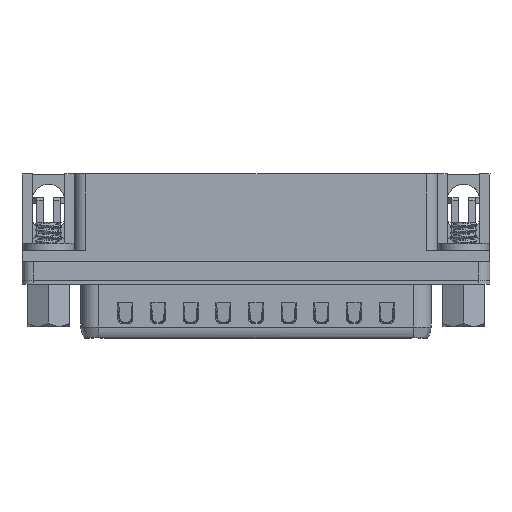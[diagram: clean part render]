
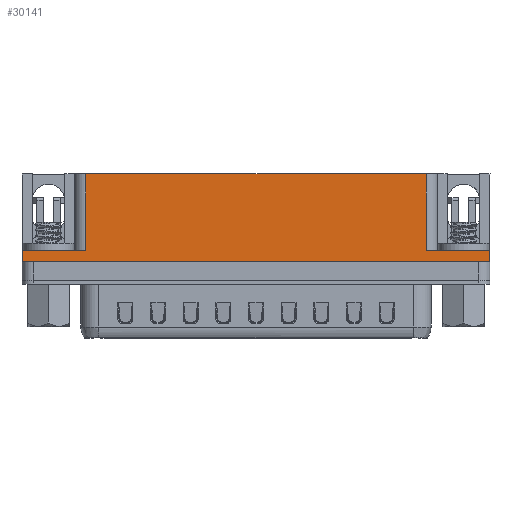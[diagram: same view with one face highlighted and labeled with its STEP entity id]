
A CAD part, top view. The second image highlights one B-rep face of the part: STEP entity #30141.
In plain terms, the highlighted planar face has unit normal (0, 0, 1).
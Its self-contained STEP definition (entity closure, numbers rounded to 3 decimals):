
#30105=AXIS2_PLACEMENT_3D('Plane Axis2P3D',#30102,#30103,#30104) ;
#29487=CARTESIAN_POINT('Line Origine',(26.52,8.66,14.9)) ;
#29491=CARTESIAN_POINT('Vertex',(0.,8.66,14.9)) ;
#29493=CARTESIAN_POINT('Vertex',(53.04,8.66,14.9)) ;
#29554=CARTESIAN_POINT('Vertex',(7.21,9.93,14.9)) ;
#29557=CARTESIAN_POINT('Line Origine',(7.21,6.54,14.9)) ;
#29561=CARTESIAN_POINT('Vertex',(7.21,18.6,14.9)) ;
#29596=CARTESIAN_POINT('Vertex',(45.83,9.93,14.9)) ;
#29624=CARTESIAN_POINT('Vertex',(45.83,18.6,14.9)) ;
#29627=CARTESIAN_POINT('Line Origine',(45.83,6.54,14.9)) ;
#29706=CARTESIAN_POINT('Line Origine',(26.52,18.6,14.9)) ;
#30102=CARTESIAN_POINT('Axis2P3D Location',(26.52,6.54,14.9)) ;
#30107=CARTESIAN_POINT('Line Origine',(3.605,9.93,14.9)) ;
#30111=CARTESIAN_POINT('Vertex',(0.,9.93,14.9)) ;
#30114=CARTESIAN_POINT('Line Origine',(0.,9.295,14.9)) ;
#30119=CARTESIAN_POINT('Line Origine',(53.04,9.295,14.9)) ;
#30123=CARTESIAN_POINT('Vertex',(53.04,9.93,14.9)) ;
#30126=CARTESIAN_POINT('Line Origine',(49.435,9.93,14.9)) ;
#29488=DIRECTION('Vector Direction',(1.,0.,0.)) ;
#29558=DIRECTION('Vector Direction',(0.,1.,0.)) ;
#29628=DIRECTION('Vector Direction',(0.,-1.,0.)) ;
#29707=DIRECTION('Vector Direction',(-1.,0.,0.)) ;
#30103=DIRECTION('Axis2P3D Direction',(-0.,0.,1.)) ;
#30104=DIRECTION('Axis2P3D XDirection',(0.,-1.,0.)) ;
#30108=DIRECTION('Vector Direction',(1.,0.,0.)) ;
#30115=DIRECTION('Vector Direction',(0.,-1.,0.)) ;
#30120=DIRECTION('Vector Direction',(0.,-1.,0.)) ;
#30127=DIRECTION('Vector Direction',(1.,0.,0.)) ;
#29489=VECTOR('Line Direction',#29488,1.) ;
#29559=VECTOR('Line Direction',#29558,1.) ;
#29629=VECTOR('Line Direction',#29628,1.) ;
#29708=VECTOR('Line Direction',#29707,1.) ;
#30109=VECTOR('Line Direction',#30108,1.) ;
#30116=VECTOR('Line Direction',#30115,1.) ;
#30121=VECTOR('Line Direction',#30120,1.) ;
#30128=VECTOR('Line Direction',#30127,1.) ;
#30132=ORIENTED_EDGE('',*,*,#29710,.T.) ;
#30133=ORIENTED_EDGE('',*,*,#29563,.T.) ;
#30134=ORIENTED_EDGE('',*,*,#30113,.F.) ;
#30135=ORIENTED_EDGE('',*,*,#30118,.T.) ;
#30136=ORIENTED_EDGE('',*,*,#29495,.T.) ;
#30137=ORIENTED_EDGE('',*,*,#30125,.F.) ;
#30138=ORIENTED_EDGE('',*,*,#30130,.F.) ;
#30139=ORIENTED_EDGE('',*,*,#29631,.T.) ;
#30141=ADVANCED_FACE('NONE',(#30140),#30106,.T.) ;
#29495=EDGE_CURVE('',#29492,#29494,#29490,.T.) ;
#29563=EDGE_CURVE('',#29562,#29555,#29560,.F.) ;
#29631=EDGE_CURVE('',#29597,#29625,#29630,.F.) ;
#29710=EDGE_CURVE('',#29625,#29562,#29709,.T.) ;
#30113=EDGE_CURVE('',#30112,#29555,#30110,.T.) ;
#30118=EDGE_CURVE('',#30112,#29492,#30117,.T.) ;
#30125=EDGE_CURVE('',#30124,#29494,#30122,.T.) ;
#30130=EDGE_CURVE('',#29597,#30124,#30129,.T.) ;
#30131=EDGE_LOOP('',(#30132,#30133,#30134,#30135,#30136,#30137,#30138,#30139)) ;
#30140=FACE_OUTER_BOUND('',#30131,.T.) ;
#29490=LINE('Line',#29487,#29489) ;
#29560=LINE('Line',#29557,#29559) ;
#29630=LINE('Line',#29627,#29629) ;
#29709=LINE('Line',#29706,#29708) ;
#30110=LINE('Line',#30107,#30109) ;
#30117=LINE('Line',#30114,#30116) ;
#30122=LINE('Line',#30119,#30121) ;
#30129=LINE('Line',#30126,#30128) ;
#30106=PLANE('',#30105) ;
#29492=VERTEX_POINT('',#29491) ;
#29494=VERTEX_POINT('',#29493) ;
#29555=VERTEX_POINT('',#29554) ;
#29562=VERTEX_POINT('',#29561) ;
#29597=VERTEX_POINT('',#29596) ;
#29625=VERTEX_POINT('',#29624) ;
#30112=VERTEX_POINT('',#30111) ;
#30124=VERTEX_POINT('',#30123) ;
